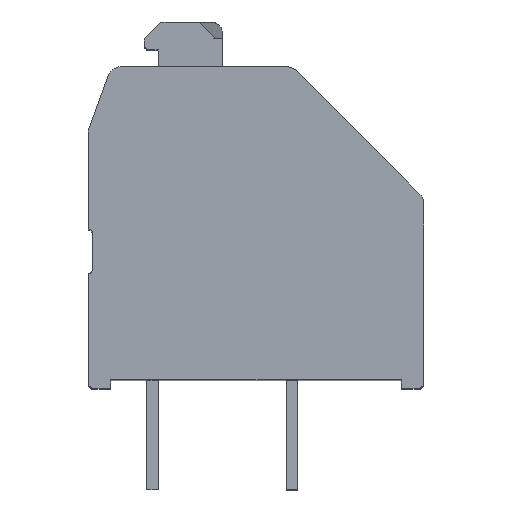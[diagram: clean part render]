
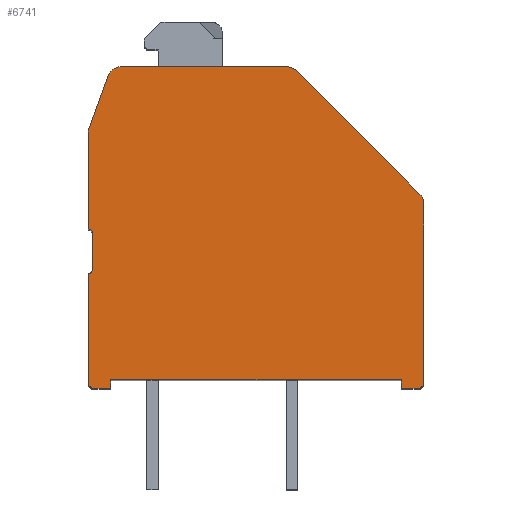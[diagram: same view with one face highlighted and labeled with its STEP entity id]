
A CAD part, top view. The second image highlights one B-rep face of the part: STEP entity #6741.
In plain terms, the highlighted planar face has unit normal (0, 0, 1).
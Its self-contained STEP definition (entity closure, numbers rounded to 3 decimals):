
#145=CIRCLE('',#6936,0.5);
#162=CIRCLE('',#6984,0.15);
#164=CIRCLE('',#6988,0.15);
#166=CIRCLE('',#6993,0.5);
#168=CIRCLE('',#6996,0.5);
#195=CIRCLE('',#7086,0.2);
#196=CIRCLE('',#7092,0.2);
#964=ORIENTED_EDGE('',*,*,#1965,.T.);
#965=ORIENTED_EDGE('',*,*,#1969,.F.);
#966=ORIENTED_EDGE('',*,*,#1972,.T.);
#967=ORIENTED_EDGE('',*,*,#1975,.F.);
#968=ORIENTED_EDGE('',*,*,#1981,.T.);
#969=ORIENTED_EDGE('',*,*,#2129,.T.);
#970=ORIENTED_EDGE('',*,*,#2131,.T.);
#971=ORIENTED_EDGE('',*,*,#2132,.T.);
#972=ORIENTED_EDGE('',*,*,#1960,.T.);
#973=ORIENTED_EDGE('',*,*,#2134,.T.);
#974=ORIENTED_EDGE('',*,*,#2136,.T.);
#975=ORIENTED_EDGE('',*,*,#2137,.T.);
#976=ORIENTED_EDGE('',*,*,#2016,.T.);
#977=ORIENTED_EDGE('',*,*,#2020,.T.);
#978=ORIENTED_EDGE('',*,*,#1752,.T.);
#979=ORIENTED_EDGE('',*,*,#1800,.T.);
#980=ORIENTED_EDGE('',*,*,#1701,.T.);
#981=ORIENTED_EDGE('',*,*,#2023,.T.);
#982=ORIENTED_EDGE('',*,*,#2025,.T.);
#1701=EDGE_CURVE('',#2425,#2424,#2898,.T.);
#1752=EDGE_CURVE('',#2475,#2474,#2939,.T.);
#1800=EDGE_CURVE('',#2474,#2425,#145,.T.);
#1960=EDGE_CURVE('',#2628,#2627,#3085,.T.);
#1965=EDGE_CURVE('',#2633,#2632,#3090,.T.);
#1969=EDGE_CURVE('',#2635,#2632,#162,.T.);
#1972=EDGE_CURVE('',#2635,#2637,#3095,.T.);
#1975=EDGE_CURVE('',#2639,#2637,#164,.T.);
#1981=EDGE_CURVE('',#2639,#2643,#3102,.T.);
#2016=EDGE_CURVE('',#2668,#2667,#3137,.T.);
#2020=EDGE_CURVE('',#2667,#2475,#166,.T.);
#2023=EDGE_CURVE('',#2424,#2671,#168,.T.);
#2025=EDGE_CURVE('',#2671,#2633,#3142,.T.);
#2129=EDGE_CURVE('',#2643,#2724,#195,.T.);
#2131=EDGE_CURVE('',#2724,#2725,#3221,.T.);
#2132=EDGE_CURVE('',#2725,#2628,#3222,.T.);
#2134=EDGE_CURVE('',#2627,#2726,#3224,.T.);
#2136=EDGE_CURVE('',#2726,#2727,#3226,.T.);
#2137=EDGE_CURVE('',#2727,#2668,#196,.T.);
#2424=VERTEX_POINT('',#8671);
#2425=VERTEX_POINT('',#8673);
#2474=VERTEX_POINT('',#8774);
#2475=VERTEX_POINT('',#8776);
#2627=VERTEX_POINT('',#9250);
#2628=VERTEX_POINT('',#9252);
#2632=VERTEX_POINT('',#9261);
#2633=VERTEX_POINT('',#9263);
#2635=VERTEX_POINT('',#9269);
#2637=VERTEX_POINT('',#9275);
#2639=VERTEX_POINT('',#9281);
#2643=VERTEX_POINT('',#9292);
#2667=VERTEX_POINT('',#9352);
#2668=VERTEX_POINT('',#9354);
#2671=VERTEX_POINT('',#9365);
#2724=VERTEX_POINT('',#9587);
#2725=VERTEX_POINT('',#9591);
#2726=VERTEX_POINT('',#9597);
#2727=VERTEX_POINT('',#9601);
#2898=LINE('',#8672,#3487);
#2939=LINE('',#8775,#3528);
#3085=LINE('',#9251,#3674);
#3090=LINE('',#9262,#3679);
#3095=LINE('',#9276,#3684);
#3102=LINE('',#9293,#3691);
#3137=LINE('',#9353,#3726);
#3142=LINE('',#9369,#3731);
#3221=LINE('',#9592,#3810);
#3222=LINE('',#9594,#3811);
#3224=LINE('',#9598,#3813);
#3226=LINE('',#9602,#3815);
#3487=VECTOR('',#7308,1000.);
#3528=VECTOR('',#7373,1000.);
#3674=VECTOR('',#7681,1000.);
#3679=VECTOR('',#7688,1000.);
#3684=VECTOR('',#7701,1000.);
#3691=VECTOR('',#7716,1000.);
#3726=VECTOR('',#7753,1000.);
#3731=VECTOR('',#7772,1000.);
#3810=VECTOR('',#8031,1000.);
#3811=VECTOR('',#8034,1000.);
#3813=VECTOR('',#8038,1000.);
#3815=VECTOR('',#8042,1000.);
#4178=EDGE_LOOP('',(#964,#965,#966,#967,#968,#969,#970,#971,#972,#973,#974,
#975,#976,#977,#978,#979,#980,#981,#982));
#4451=FACE_BOUND('',#4178,.T.);
#4663=PLANE('',#7093);
#6741=ADVANCED_FACE('',(#4451),#4663,.T.);
#6936=AXIS2_PLACEMENT_3D('',#8865,#7472,#7473);
#6984=AXIS2_PLACEMENT_3D('',#9270,#7695,#7696);
#6988=AXIS2_PLACEMENT_3D('',#9282,#7707,#7708);
#6993=AXIS2_PLACEMENT_3D('',#9360,#7760,#7761);
#6996=AXIS2_PLACEMENT_3D('',#9366,#7767,#7768);
#7086=AXIS2_PLACEMENT_3D('',#9588,#8026,#8027);
#7092=AXIS2_PLACEMENT_3D('',#9604,#8045,#8046);
#7093=AXIS2_PLACEMENT_3D('',#9605,#8047,#8048);
#7308=DIRECTION('',(-1.,0.,0.));
#7373=DIRECTION('',(-0.707,0.707,0.));
#7472=DIRECTION('',(0.,0.,1.));
#7473=DIRECTION('',(1.,0.,0.));
#7681=DIRECTION('',(1.,0.,0.));
#7688=DIRECTION('',(0.,-1.,0.));
#7695=DIRECTION('',(0.,0.,1.));
#7696=DIRECTION('',(1.,0.,0.));
#7701=DIRECTION('',(0.,-1.,0.));
#7707=DIRECTION('',(0.,0.,1.));
#7708=DIRECTION('',(1.,0.,0.));
#7716=DIRECTION('',(0.,-1.,0.));
#7753=DIRECTION('',(0.,1.,0.));
#7760=DIRECTION('',(0.,0.,1.));
#7761=DIRECTION('',(1.,0.,0.));
#7767=DIRECTION('',(0.,0.,1.));
#7768=DIRECTION('',(1.,0.,0.));
#7772=DIRECTION('',(-0.342,-0.94,0.));
#8026=DIRECTION('',(0.,0.,1.));
#8027=DIRECTION('',(1.,0.,0.));
#8031=DIRECTION('',(1.,0.,0.));
#8034=DIRECTION('',(0.,1.,0.));
#8038=DIRECTION('',(0.,-1.,0.));
#8042=DIRECTION('',(1.,0.,0.));
#8045=DIRECTION('',(0.,0.,1.));
#8046=DIRECTION('',(1.,0.,0.));
#8047=DIRECTION('',(0.,0.,1.));
#8048=DIRECTION('',(1.,0.,0.));
#8671=CARTESIAN_POINT('',(-6.113,11.5,22.5));
#8672=CARTESIAN_POINT('',(-0.207,11.5,22.5));
#8673=CARTESIAN_POINT('',(-0.207,11.5,22.5));
#8774=CARTESIAN_POINT('',(0.146,11.354,22.5));
#8775=CARTESIAN_POINT('',(4.554,6.946,22.5));
#8776=CARTESIAN_POINT('',(4.554,6.946,22.5));
#8865=CARTESIAN_POINT('',(-0.207,11.,22.5));
#9250=CARTESIAN_POINT('',(3.9,0.3,22.5));
#9251=CARTESIAN_POINT('',(-6.5,0.3,22.5));
#9252=CARTESIAN_POINT('',(-6.5,0.3,22.5));
#9261=CARTESIAN_POINT('',(-7.3,5.7,22.5));
#9262=CARTESIAN_POINT('',(-7.3,9.2,22.5));
#9263=CARTESIAN_POINT('',(-7.3,9.2,22.5));
#9269=CARTESIAN_POINT('',(-7.15,5.55,22.5));
#9270=CARTESIAN_POINT('',(-7.3,5.55,22.5));
#9275=CARTESIAN_POINT('',(-7.15,4.25,22.5));
#9276=CARTESIAN_POINT('',(-7.15,5.55,22.5));
#9281=CARTESIAN_POINT('',(-7.3,4.1,22.5));
#9282=CARTESIAN_POINT('',(-7.3,4.25,22.5));
#9292=CARTESIAN_POINT('',(-7.3,0.2,22.5));
#9293=CARTESIAN_POINT('',(-7.3,4.1,22.5));
#9352=CARTESIAN_POINT('',(4.7,6.593,22.5));
#9353=CARTESIAN_POINT('',(4.7,0.2,22.5));
#9354=CARTESIAN_POINT('',(4.7,0.2,22.5));
#9360=CARTESIAN_POINT('',(4.2,6.593,22.5));
#9365=CARTESIAN_POINT('',(-6.583,11.171,22.5));
#9366=CARTESIAN_POINT('',(-6.113,11.,22.5));
#9369=CARTESIAN_POINT('',(-6.583,11.171,22.5));
#9587=CARTESIAN_POINT('',(-7.1,0.,22.5));
#9588=CARTESIAN_POINT('',(-7.1,0.2,22.5));
#9591=CARTESIAN_POINT('',(-6.5,0.,22.5));
#9592=CARTESIAN_POINT('',(-7.1,0.,22.5));
#9594=CARTESIAN_POINT('',(-6.5,0.,22.5));
#9597=CARTESIAN_POINT('',(3.9,0.,22.5));
#9598=CARTESIAN_POINT('',(3.9,0.3,22.5));
#9601=CARTESIAN_POINT('',(4.5,0.,22.5));
#9602=CARTESIAN_POINT('',(3.9,0.,22.5));
#9604=CARTESIAN_POINT('',(4.5,0.2,22.5));
#9605=CARTESIAN_POINT('',(-7.3,5.55,22.5));
